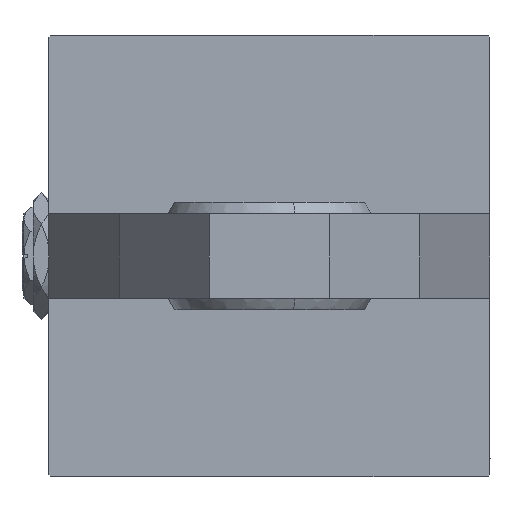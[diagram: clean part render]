
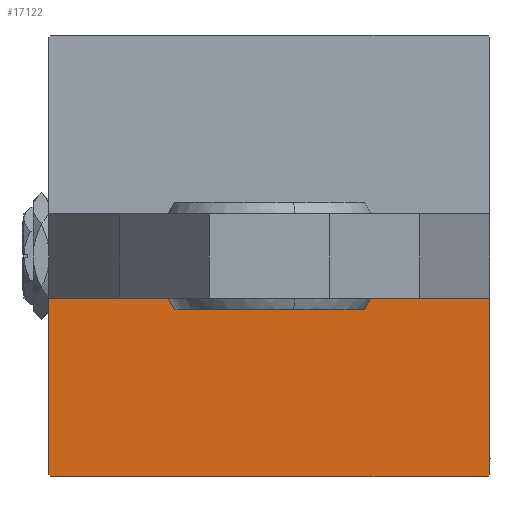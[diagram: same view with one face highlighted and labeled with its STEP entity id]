
A CAD part, left-side view. The second image highlights one B-rep face of the part: STEP entity #17122.
In plain terms, the highlighted planar face has unit normal (-1, 0, 0).
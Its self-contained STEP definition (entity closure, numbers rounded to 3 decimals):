
#442 = VERTEX_POINT ( 'NONE', #39837 ) ;
#785 = ORIENTED_EDGE ( 'NONE', *, *, #50301, .T. ) ;
#3002 = VERTEX_POINT ( 'NONE', #28675 ) ;
#3381 = LINE ( 'NONE', #15351, #22189 ) ;
#3728 = PLANE ( 'NONE',  #47662 ) ;
#5379 = DIRECTION ( 'NONE',  ( 0., -1., 0. ) ) ;
#6340 = DIRECTION ( 'NONE',  ( 0., 0.707, 0.707 ) ) ;
#6876 = DIRECTION ( 'NONE',  ( 0., 0., -1. ) ) ;
#8259 = DIRECTION ( 'NONE',  ( 0., -1., 0. ) ) ;
#8853 = CARTESIAN_POINT ( 'NONE',  ( 0., 57.5, -57.5 ) ) ;
#10617 = EDGE_CURVE ( 'NONE', #18946, #22341, #10866, .T. ) ;
#10866 = LINE ( 'NONE', #34809, #47437 ) ;
#12119 = LINE ( 'NONE', #15314, #13861 ) ;
#13861 = VECTOR ( 'NONE', #28351, 1000. ) ;
#14792 = EDGE_LOOP ( 'NONE', ( #27237, #21210, #32575, #48837, #37750, #785 ) ) ;
#15314 = CARTESIAN_POINT ( 'NONE',  ( 0., -11., 57.5 ) ) ;
#15351 = CARTESIAN_POINT ( 'NONE',  ( 0., -57.25, -57.25 ) ) ;
#15957 = DIRECTION ( 'NONE',  ( -1., 0., 0. ) ) ;
#16453 = EDGE_CURVE ( 'NONE', #18271, #22341, #3381, .T. ) ;
#17122 = ADVANCED_FACE ( 'NONE', ( #44428 ), #3728, .T. ) ;
#18271 = VERTEX_POINT ( 'NONE', #23030 ) ;
#18626 = VECTOR ( 'NONE', #8259, 1000. ) ;
#18946 = VERTEX_POINT ( 'NONE', #25366 ) ;
#19893 = DIRECTION ( 'NONE',  ( 0., -0.707, 0.707 ) ) ;
#20786 = CARTESIAN_POINT ( 'NONE',  ( 0., 57.5, 57.5 ) ) ;
#21210 = ORIENTED_EDGE ( 'NONE', *, *, #48710, .T. ) ;
#21870 = LINE ( 'NONE', #8853, #37196 ) ;
#22189 = VECTOR ( 'NONE', #19893, 1000. ) ;
#22341 = VERTEX_POINT ( 'NONE', #37609 ) ;
#23030 = CARTESIAN_POINT ( 'NONE',  ( 0., -57., -57.5 ) ) ;
#25366 = CARTESIAN_POINT ( 'NONE',  ( 0., -57.5, 57. ) ) ;
#27237 = ORIENTED_EDGE ( 'NONE', *, *, #35857, .F. ) ;
#28351 = DIRECTION ( 'NONE',  ( 0., 0., -1. ) ) ;
#28675 = CARTESIAN_POINT ( 'NONE',  ( 0., -57., 57.5 ) ) ;
#32575 = ORIENTED_EDGE ( 'NONE', *, *, #32731, .T. ) ;
#32702 = CARTESIAN_POINT ( 'NONE',  ( 0., 0., 0. ) ) ;
#32731 = EDGE_CURVE ( 'NONE', #442, #18271, #21870, .T. ) ;
#34809 = CARTESIAN_POINT ( 'NONE',  ( 0., -57.5, 57.5 ) ) ;
#35857 = EDGE_CURVE ( 'NONE', #43356, #3002, #37248, .T. ) ;
#35969 = VECTOR ( 'NONE', #6340, 1000. ) ;
#37196 = VECTOR ( 'NONE', #5379, 1000. ) ;
#37248 = LINE ( 'NONE', #20786, #18626 ) ;
#37609 = CARTESIAN_POINT ( 'NONE',  ( 0., -57.5, -57. ) ) ;
#37750 = ORIENTED_EDGE ( 'NONE', *, *, #10617, .F. ) ;
#39837 = CARTESIAN_POINT ( 'NONE',  ( 0., -11., -57.5 ) ) ;
#40427 = DIRECTION ( 'NONE',  ( 0., 0., 1. ) ) ;
#42784 = CARTESIAN_POINT ( 'NONE',  ( 0., -57.25, 57.25 ) ) ;
#43356 = VERTEX_POINT ( 'NONE', #49063 ) ;
#44428 = FACE_OUTER_BOUND ( 'NONE', #14792, .T. ) ;
#47437 = VECTOR ( 'NONE', #6876, 1000. ) ;
#47662 = AXIS2_PLACEMENT_3D ( 'NONE', #32702, #15957, #40427 ) ;
#48710 = EDGE_CURVE ( 'NONE', #43356, #442, #12119, .T. ) ;
#48837 = ORIENTED_EDGE ( 'NONE', *, *, #16453, .T. ) ;
#49063 = CARTESIAN_POINT ( 'NONE',  ( 0., -11., 57.5 ) ) ;
#50301 = EDGE_CURVE ( 'NONE', #18946, #3002, #51017, .T. ) ;
#51017 = LINE ( 'NONE', #42784, #35969 ) ;
